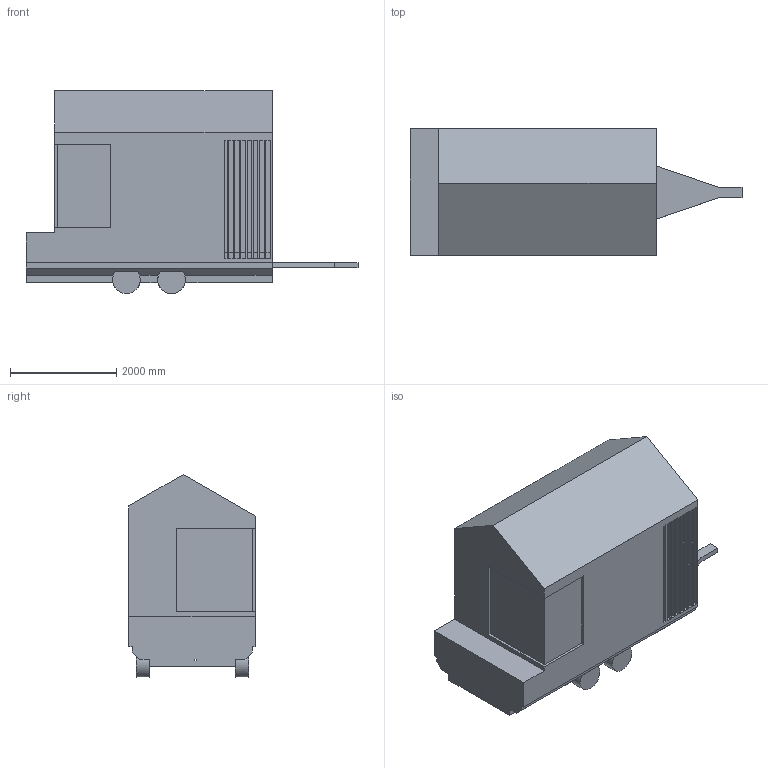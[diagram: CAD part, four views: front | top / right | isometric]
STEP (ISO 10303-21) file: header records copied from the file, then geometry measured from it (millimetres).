
FILE_DESCRIPTION(/* description */ (''),/* implementation_level */ '2;1');
FILE_NAME(/* name */ 'umrisse v1.step',/* time_stamp */ '2023-06-21T18:32:12+02:00',/* author */ (''),/* organization */ (''),/* preprocessor_version */ 'ST-DEVELOPER v19.2',/* originating_system */ 'Autodesk Translation Framework v12.4.0.73',/* authorisation */ '');
FILE_SCHEMA (('AUTOMOTIVE_DESIGN { 1 0 10303 214 3 1 1 }'));
Length unit declared in the file: millimetre
Products named in the file (1): umrisse
Bounding box: 6250 x 2385.11 x 3821.53 mm (x, y, z)
Volume: 27688756243.3 mm3; surface area: 80486576.2 mm2
Topology: 1 solids, 1 shells, 99 faces, 295 edges, 189 vertices
Faces by surface type: plane 95, cylinder 4
Entity records: 3318 total; most frequent: ORIENTED_EDGE 590, CARTESIAN_POINT 584, DIRECTION 519, EDGE_CURVE 295, LINE 271, VECTOR 271, VERTEX_POINT 189, AXIS2_PLACEMENT_3D 124
